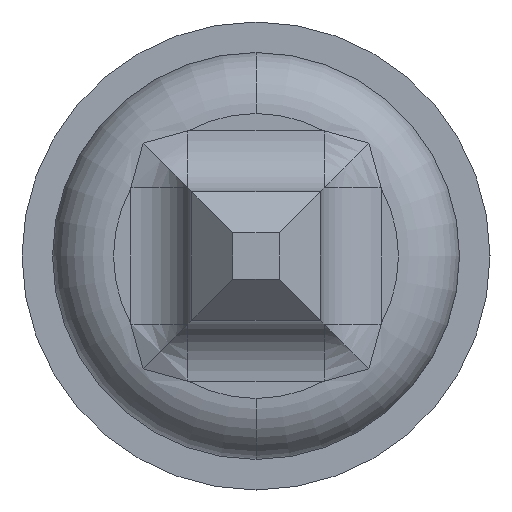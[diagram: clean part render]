
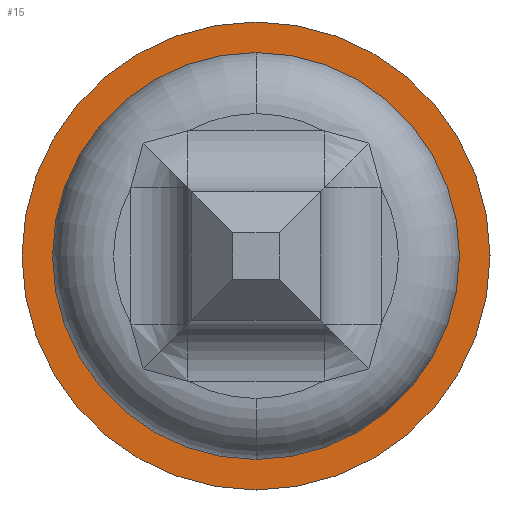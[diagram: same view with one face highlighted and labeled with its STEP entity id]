
A CAD part, front view. The second image highlights one B-rep face of the part: STEP entity #15.
In plain terms, the highlighted planar face has unit normal (0, -1, 0).
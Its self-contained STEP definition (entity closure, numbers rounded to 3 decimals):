
#15 = ADVANCED_FACE ( 'Defeature ausgef�hrt1_7', ( #258, #1065 ), #4597, .T. ) ;
#258 = FACE_BOUND ( 'NONE', #2623, .T. ) ;
#457 = DIRECTION ( 'NONE',  ( 0., -1., 0. ) ) ;
#546 = CARTESIAN_POINT ( 'NONE',  ( 0., -2., -1. ) ) ;
#745 = ORIENTED_EDGE ( 'NONE', *, *, #3387, .F. ) ;
#775 = EDGE_LOOP ( 'NONE', ( #1518, #745 ) ) ;
#799 = VERTEX_POINT ( 'NONE', #2507 ) ;
#871 = DIRECTION ( 'NONE',  ( 0., 0., 1. ) ) ;
#905 = CARTESIAN_POINT ( 'NONE',  ( 0., -2., 1.15 ) ) ;
#933 = CIRCLE ( 'NONE', #2042, 1. ) ;
#936 = VERTEX_POINT ( 'NONE', #3197 ) ;
#978 = EDGE_CURVE ( 'Defeature ausgef�hrt1_6+Defeature ausgef�hrt1_7+Defeature ausgef�hrt1_7+Defeature ausgef�hrt1_7', #2638, #936, #2874, .T. ) ;
#992 = DIRECTION ( 'NONE',  ( 0., 0., 1. ) ) ;
#1065 = FACE_OUTER_BOUND ( 'NONE', #775, .T. ) ;
#1099 = EDGE_CURVE ( 'Defeature ausgef�hrt1_7+Defeature ausgef�hrt1_8+Defeature ausgef�hrt1_8+Defeature ausgef�hrt1_8', #2775, #799, #933, .T. ) ;
#1254 = CIRCLE ( 'NONE', #3422, 1.15 ) ;
#1404 = DIRECTION ( 'NONE',  ( 0., 1., 0. ) ) ;
#1415 = AXIS2_PLACEMENT_3D ( 'NONE', #1816, #1404, #4453 ) ;
#1518 = ORIENTED_EDGE ( 'NONE', *, *, #978, .F. ) ;
#1542 = AXIS2_PLACEMENT_3D ( 'NONE', #4623, #3916, #871 ) ;
#1816 = CARTESIAN_POINT ( 'NONE',  ( 0., -2., 0. ) ) ;
#2042 = AXIS2_PLACEMENT_3D ( 'NONE', #4307, #2102, #992 ) ;
#2102 = DIRECTION ( 'NONE',  ( 0., 1., 0. ) ) ;
#2309 = CARTESIAN_POINT ( 'NONE',  ( -1.15, -2., 0. ) ) ;
#2357 = DIRECTION ( 'NONE',  ( 0., 0., -1. ) ) ;
#2507 = CARTESIAN_POINT ( 'NONE',  ( 0., -2., 1. ) ) ;
#2623 = EDGE_LOOP ( 'NONE', ( #4761, #3053 ) ) ;
#2638 = VERTEX_POINT ( 'NONE', #905 ) ;
#2775 = VERTEX_POINT ( 'NONE', #546 ) ;
#2874 = CIRCLE ( 'NONE', #1542, 1.15 ) ;
#2934 = EDGE_CURVE ( 'Defeature ausgef�hrt1_7+Defeature ausgef�hrt1_8+Defeature ausgef�hrt1_8+Defeature ausgef�hrt1_8', #799, #2775, #3415, .T. ) ;
#3053 = ORIENTED_EDGE ( 'NONE', *, *, #1099, .T. ) ;
#3126 = AXIS2_PLACEMENT_3D ( 'NONE', #2309, #457, #2357 ) ;
#3197 = CARTESIAN_POINT ( 'NONE',  ( 0., -2., -1.15 ) ) ;
#3258 = DIRECTION ( 'NONE',  ( 0., 1., 0. ) ) ;
#3387 = EDGE_CURVE ( 'Defeature ausgef�hrt1_6+Defeature ausgef�hrt1_7+Defeature ausgef�hrt1_7+Defeature ausgef�hrt1_7', #936, #2638, #1254, .T. ) ;
#3415 = CIRCLE ( 'NONE', #1415, 1. ) ;
#3422 = AXIS2_PLACEMENT_3D ( 'NONE', #4036, #3258, #4797 ) ;
#3916 = DIRECTION ( 'NONE',  ( 0., 1., 0. ) ) ;
#4036 = CARTESIAN_POINT ( 'NONE',  ( 0., -2., 0. ) ) ;
#4307 = CARTESIAN_POINT ( 'NONE',  ( 0., -2., 0. ) ) ;
#4453 = DIRECTION ( 'NONE',  ( 0., 0., 1. ) ) ;
#4597 = PLANE ( 'NONE',  #3126 ) ;
#4623 = CARTESIAN_POINT ( 'NONE',  ( 0., -2., 0. ) ) ;
#4761 = ORIENTED_EDGE ( 'NONE', *, *, #2934, .T. ) ;
#4797 = DIRECTION ( 'NONE',  ( 0., 0., 1. ) ) ;
